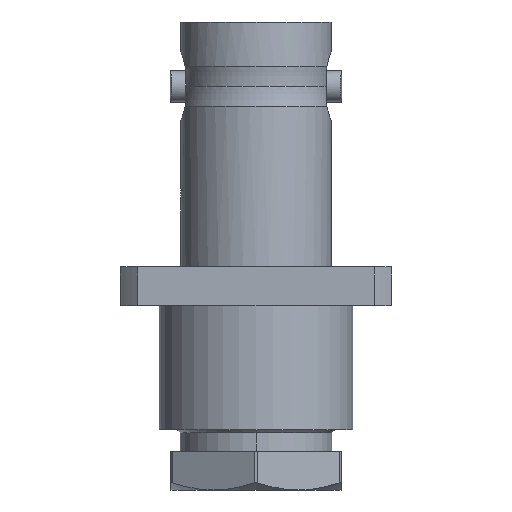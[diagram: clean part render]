
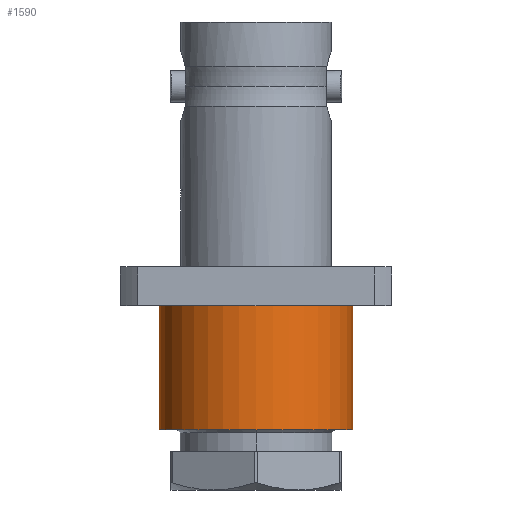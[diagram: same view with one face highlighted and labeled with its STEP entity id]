
A CAD part, left-side view. The second image highlights one B-rep face of the part: STEP entity #1590.
In plain terms, the highlighted cylindrical face has radius 6.25 mm (diameter 12.5 mm), a partial arc.
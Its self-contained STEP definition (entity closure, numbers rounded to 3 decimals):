
#25 = CARTESIAN_POINT ( 'NONE',  ( 0., 6.25, 3.807 ) ) ;
#26 = EDGE_CURVE ( 'NONE', #4144, #3854, #2046, .T. ) ;
#168 = DIRECTION ( 'NONE',  ( 0., 0., 1. ) ) ;
#313 = ORIENTED_EDGE ( 'NONE', *, *, #26, .T. ) ;
#436 = VERTEX_POINT ( 'NONE', #2914 ) ;
#611 = CARTESIAN_POINT ( 'NONE',  ( 0., 0., 3.807 ) ) ;
#694 = DIRECTION ( 'NONE',  ( 0., 0., 1. ) ) ;
#1083 = AXIS2_PLACEMENT_3D ( 'NONE', #611, #3682, #3705 ) ;
#1154 = DIRECTION ( 'NONE',  ( 0., 0., 1. ) ) ;
#1321 = CYLINDRICAL_SURFACE ( 'NONE', #1083, 6.25 ) ;
#1374 = AXIS2_PLACEMENT_3D ( 'NONE', #3223, #168, #3746 ) ;
#1590 = ADVANCED_FACE ( 'NONE', ( #5926 ), #1321, .T. ) ;
#1752 = CARTESIAN_POINT ( 'NONE',  ( 0., 6.25, -18.3 ) ) ;
#2046 = LINE ( 'NONE', #3803, #4640 ) ;
#2222 = CIRCLE ( 'NONE', #6007, 6.25 ) ;
#2271 = ORIENTED_EDGE ( 'NONE', *, *, #4878, .F. ) ;
#2476 = CARTESIAN_POINT ( 'NONE',  ( 0., -6.25, -26.3 ) ) ;
#2914 = CARTESIAN_POINT ( 'NONE',  ( 0., 6.25, -26.3 ) ) ;
#3223 = CARTESIAN_POINT ( 'NONE',  ( 0., 0., -18.3 ) ) ;
#3682 = DIRECTION ( 'NONE',  ( 0., 0., 1. ) ) ;
#3705 = DIRECTION ( 'NONE',  ( 0., -1., 0. ) ) ;
#3746 = DIRECTION ( 'NONE',  ( 0., -1., 0. ) ) ;
#3803 = CARTESIAN_POINT ( 'NONE',  ( 0., -6.25, 3.807 ) ) ;
#3854 = VERTEX_POINT ( 'NONE', #5209 ) ;
#4131 = DIRECTION ( 'NONE',  ( 0., 0., 1. ) ) ;
#4144 = VERTEX_POINT ( 'NONE', #2476 ) ;
#4156 = CIRCLE ( 'NONE', #1374, 6.25 ) ;
#4239 = CARTESIAN_POINT ( 'NONE',  ( 0., 0., -26.3 ) ) ;
#4640 = VECTOR ( 'NONE', #694, 1000. ) ;
#4644 = VECTOR ( 'NONE', #4131, 1000. ) ;
#4764 = DIRECTION ( 'NONE',  ( 0., -1., 0. ) ) ;
#4804 = LINE ( 'NONE', #25, #4644 ) ;
#4844 = EDGE_CURVE ( 'NONE', #436, #4144, #2222, .T. ) ;
#4877 = EDGE_LOOP ( 'NONE', ( #6581, #6654, #313, #2271 ) ) ;
#4878 = EDGE_CURVE ( 'NONE', #4999, #3854, #4156, .T. ) ;
#4999 = VERTEX_POINT ( 'NONE', #1752 ) ;
#5209 = CARTESIAN_POINT ( 'NONE',  ( 0., -6.25, -18.3 ) ) ;
#5926 = FACE_OUTER_BOUND ( 'NONE', #4877, .T. ) ;
#6007 = AXIS2_PLACEMENT_3D ( 'NONE', #4239, #1154, #4764 ) ;
#6322 = EDGE_CURVE ( 'NONE', #436, #4999, #4804, .T. ) ;
#6581 = ORIENTED_EDGE ( 'NONE', *, *, #6322, .F. ) ;
#6654 = ORIENTED_EDGE ( 'NONE', *, *, #4844, .T. ) ;
